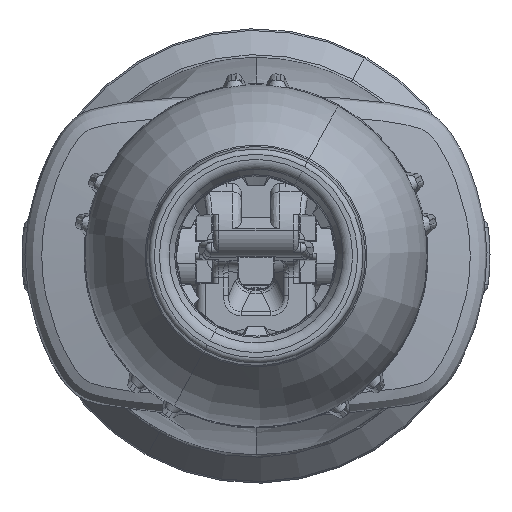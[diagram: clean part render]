
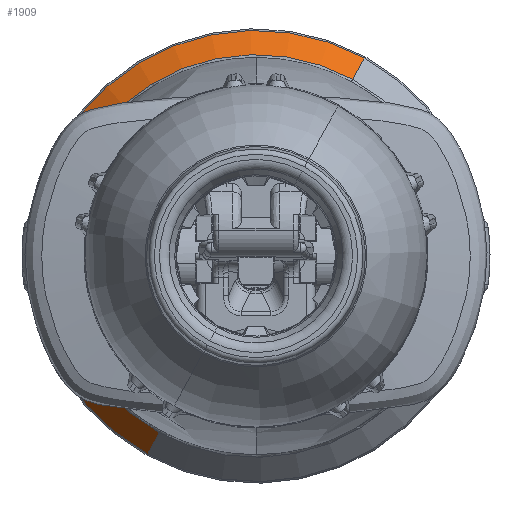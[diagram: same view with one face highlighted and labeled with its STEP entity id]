
A CAD part, left-side view. The second image highlights one B-rep face of the part: STEP entity #1909.
In plain terms, the highlighted face is a revolution surface.
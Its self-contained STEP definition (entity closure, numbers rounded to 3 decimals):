
#1834=AXIS2_PLACEMENT_3D('Circle Axis2P3D',#1832,#1833,$) ;
#1900=AXIS2_PLACEMENT_3D('Circle Axis2P3D',#1898,#1899,$) ;
#1822=CARTESIAN_POINT('Vertex',(-65.268,-9.923,18.164)) ;
#1829=CARTESIAN_POINT('Vertex',(-65.268,9.923,-18.164)) ;
#1832=CARTESIAN_POINT('Axis2P3D Location',(-65.268,0.,0.)) ;
#1859=CARTESIAN_POINT('Control Point',(-65.268,0.,20.698)) ;
#1860=CARTESIAN_POINT('Control Point',(-65.759,0.,20.263)) ;
#1861=CARTESIAN_POINT('Control Point',(-66.254,0.,19.825)) ;
#1862=CARTESIAN_POINT('Control Point',(-66.755,0.,19.382)) ;
#1863=CARTESIAN_POINT('Control Point',(-67.264,0.,18.932)) ;
#1864=CARTESIAN_POINT('Control Point',(-67.782,0.,18.474)) ;
#1865=CARTESIAN_POINT('Control Point',(-67.783,0.,18.473)) ;
#1866=CARTESIAN_POINT('Control Point',(-67.784,0.,18.471)) ;
#1867=CARTESIAN_POINT('Control Point',(-67.785,0.,18.47)) ;
#1868=CARTESIAN_POINT('Axis1P Location',(-58.254,0.,0.)) ;
#1873=CARTESIAN_POINT('Control Point',(-65.268,-9.923,18.164)) ;
#1874=CARTESIAN_POINT('Control Point',(-65.759,-9.715,17.783)) ;
#1875=CARTESIAN_POINT('Control Point',(-66.254,-9.505,17.398)) ;
#1876=CARTESIAN_POINT('Control Point',(-66.755,-9.292,17.01)) ;
#1877=CARTESIAN_POINT('Control Point',(-67.264,-9.076,16.614)) ;
#1878=CARTESIAN_POINT('Control Point',(-67.782,-8.857,16.212)) ;
#1879=CARTESIAN_POINT('Control Point',(-67.783,-8.856,16.211)) ;
#1880=CARTESIAN_POINT('Control Point',(-67.784,-8.856,16.21)) ;
#1881=CARTESIAN_POINT('Control Point',(-67.785,-8.855,16.209)) ;
#1882=CARTESIAN_POINT('Vertex',(-67.785,-8.855,16.209)) ;
#1886=CARTESIAN_POINT('Control Point',(-65.268,9.923,-18.164)) ;
#1887=CARTESIAN_POINT('Control Point',(-65.759,9.715,-17.783)) ;
#1888=CARTESIAN_POINT('Control Point',(-66.254,9.505,-17.398)) ;
#1889=CARTESIAN_POINT('Control Point',(-66.755,9.292,-17.01)) ;
#1890=CARTESIAN_POINT('Control Point',(-67.264,9.076,-16.614)) ;
#1891=CARTESIAN_POINT('Control Point',(-67.782,8.857,-16.212)) ;
#1892=CARTESIAN_POINT('Control Point',(-67.783,8.856,-16.211)) ;
#1893=CARTESIAN_POINT('Control Point',(-67.784,8.856,-16.21)) ;
#1894=CARTESIAN_POINT('Control Point',(-67.785,8.855,-16.209)) ;
#1895=CARTESIAN_POINT('Vertex',(-67.785,8.855,-16.209)) ;
#1898=CARTESIAN_POINT('Axis2P3D Location',(-67.785,0.,0.)) ;
#1833=DIRECTION('Axis2P3D Direction',(1.,0.,0.)) ;
#1869=DIRECTION('Axis1P Direction',(1.,0.,0.)) ;
#1899=DIRECTION('Axis2P3D Direction',(1.,0.,0.)) ;
#1870=AXIS1_PLACEMENT('Revolution Surface Axis1P',#1868,#1869) ;
#1904=ORIENTED_EDGE('',*,*,#1884,.T.) ;
#1905=ORIENTED_EDGE('',*,*,#1836,.F.) ;
#1906=ORIENTED_EDGE('',*,*,#1897,.F.) ;
#1907=ORIENTED_EDGE('',*,*,#1902,.T.) ;
#1909=ADVANCED_FACE('PartBody',(#1908),#1871,.F.) ;
#1858=B_SPLINE_CURVE_WITH_KNOTS('',5,(#1859,#1860,#1861,#1862,#1863,#1864,#1865,#1866,#1867),.UNSPECIFIED.,.F.,.U.,(6,3,6),(0.077,4.945,4.956),.UNSPECIFIED.) ;
#1872=B_SPLINE_CURVE_WITH_KNOTS('',5,(#1873,#1874,#1875,#1876,#1877,#1878,#1879,#1880,#1881),.UNSPECIFIED.,.F.,.U.,(6,3,6),(0.077,4.945,4.956),.UNSPECIFIED.) ;
#1885=B_SPLINE_CURVE_WITH_KNOTS('',5,(#1886,#1887,#1888,#1889,#1890,#1891,#1892,#1893,#1894),.UNSPECIFIED.,.F.,.U.,(6,3,6),(0.077,4.945,4.956),.UNSPECIFIED.) ;
#1835=CIRCLE('generated circle',#1834,20.698) ;
#1901=CIRCLE('generated circle',#1900,18.47) ;
#1836=EDGE_CURVE('',#1830,#1823,#1835,.T.) ;
#1884=EDGE_CURVE('',#1883,#1823,#1872,.F.) ;
#1897=EDGE_CURVE('',#1896,#1830,#1885,.F.) ;
#1902=EDGE_CURVE('',#1896,#1883,#1901,.T.) ;
#1903=EDGE_LOOP('',(#1904,#1905,#1906,#1907)) ;
#1908=FACE_OUTER_BOUND('',#1903,.T.) ;
#1871=SURFACE_OF_REVOLUTION('Surface of Revolution',#1858,#1870) ;
#1823=VERTEX_POINT('',#1822) ;
#1830=VERTEX_POINT('',#1829) ;
#1883=VERTEX_POINT('',#1882) ;
#1896=VERTEX_POINT('',#1895) ;
